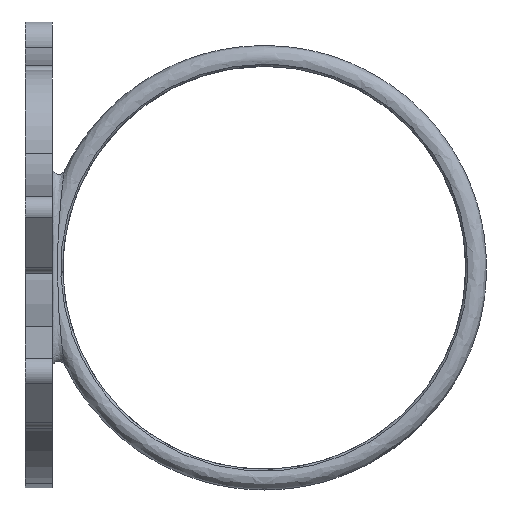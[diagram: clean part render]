
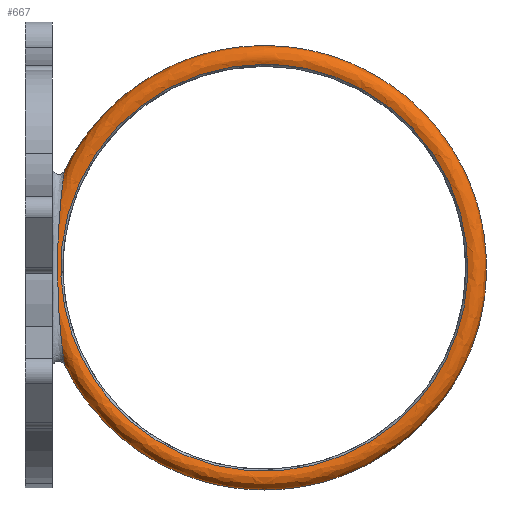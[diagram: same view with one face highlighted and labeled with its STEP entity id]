
A CAD part, left-side view. The second image highlights one B-rep face of the part: STEP entity #667.
In plain terms, the highlighted free-form (B-spline) face has degree [2, 2] with [9, 5] control points.
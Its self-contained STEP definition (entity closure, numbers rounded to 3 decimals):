
#22 = VERTEX_POINT('',#23);
#23 = CARTESIAN_POINT('',(-0.673,-0.268,
    0.));
#70 = EDGE_CURVE('',#22,#22,#71,.T.);
#71 = B_SPLINE_CURVE_WITH_KNOTS('',3,(#72,#73,#74,#75,#76,#77,#78,#79,
    #80,#81,#82,#83,#84,#85,#86,#87,#88,#89,#90,#91,#92,#93,#94,#95,#96,
    #97,#98,#99,#100,#101,#102,#103,#104,#105,#106),.UNSPECIFIED.,.T.,
  .F.,(1,3,1,1,1,1,1,1,1,1,1,1,1,1,1,1,1,1,1,1,1,1,1,1,1,1,1,1,1,1,1,1,1
    ,3,1),(-1.415,-1.321,-1.226,
    -1.179,-1.132,-1.085,-1.038,
    -1.014,-1.002,-0.991,-0.979,
    -0.967,-0.943,-0.92,-0.896,
    -0.849,-0.755,-0.66,-0.566,
    -0.472,-0.425,-0.401,-0.377,
    -0.354,-0.342,-0.33,-0.318,
    -0.307,-0.283,-0.236,-0.189,
    -0.142,-0.094,0.,0.094),
  .UNSPECIFIED.);
#72 = CARTESIAN_POINT('',(-0.673,-0.268,
    0.));
#73 = CARTESIAN_POINT('',(-0.673,-0.268,0.567
    ));
#74 = CARTESIAN_POINT('',(-0.685,-0.29,1.417
    ));
#75 = CARTESIAN_POINT('',(-0.693,-0.358,2.53)
  );
#76 = CARTESIAN_POINT('',(-0.676,-0.426,3.356)
  );
#77 = CARTESIAN_POINT('',(-0.61,-0.507,4.155)
  );
#78 = CARTESIAN_POINT('',(-0.48,-0.583,4.795
    ));
#79 = CARTESIAN_POINT('',(-0.295,-0.631,5.178
    ));
#80 = CARTESIAN_POINT('',(-0.141,-0.651,5.331
    ));
#81 = CARTESIAN_POINT('',(-0.001,-0.658,
    5.379));
#82 = CARTESIAN_POINT('',(0.14,-0.651,5.332)
  );
#83 = CARTESIAN_POINT('',(0.294,-0.631,5.179)
  );
#84 = CARTESIAN_POINT('',(0.427,-0.597,4.906)
  );
#85 = CARTESIAN_POINT('',(0.531,-0.553,4.54)
  );
#86 = CARTESIAN_POINT('',(0.622,-0.494,4.025)
  );
#87 = CARTESIAN_POINT('',(0.697,-0.398,3.086)
  );
#88 = CARTESIAN_POINT('',(0.688,-0.297,1.7)
  );
#89 = CARTESIAN_POINT('',(0.665,-0.254,
    0.001));
#90 = CARTESIAN_POINT('',(0.688,-0.297,-1.699)
  );
#91 = CARTESIAN_POINT('',(0.697,-0.398,-3.085
    ));
#92 = CARTESIAN_POINT('',(0.622,-0.494,-4.024
    ));
#93 = CARTESIAN_POINT('',(0.531,-0.552,-4.539
    ));
#94 = CARTESIAN_POINT('',(0.427,-0.597,-4.906
    ));
#95 = CARTESIAN_POINT('',(0.294,-0.631,-5.178
    ));
#96 = CARTESIAN_POINT('',(0.14,-0.651,-5.332
    ));
#97 = CARTESIAN_POINT('',(0.,-0.658,
    -5.379));
#98 = CARTESIAN_POINT('',(-0.14,-0.651,-5.332
    ));
#99 = CARTESIAN_POINT('',(-0.294,-0.631,
    -5.179));
#100 = CARTESIAN_POINT('',(-0.479,-0.583,
    -4.796));
#101 = CARTESIAN_POINT('',(-0.61,-0.507,
    -4.157));
#102 = CARTESIAN_POINT('',(-0.676,-0.426,
    -3.354));
#103 = CARTESIAN_POINT('',(-0.693,-0.358,
    -2.531));
#104 = CARTESIAN_POINT('',(-0.685,-0.29,-1.416
    ));
#105 = CARTESIAN_POINT('',(-0.673,-0.268,
    -0.567));
#106 = CARTESIAN_POINT('',(-0.673,-0.268,
    0.));
#667 = ADVANCED_FACE('',(#668,#703),#706,.T.);
#668 = FACE_BOUND('',#669,.T.);
#669 = EDGE_LOOP('',(#670,#682,#692,#702));
#670 = ORIENTED_EDGE('',*,*,#671,.F.);
#671 = EDGE_CURVE('',#672,#672,#674,.T.);
#672 = VERTEX_POINT('',#673);
#673 = CARTESIAN_POINT('',(0.598,-11.729,11.269
    ));
#674 = ( BOUNDED_CURVE() B_SPLINE_CURVE(2,(#675,#676,#677,#678,#679,#680
,#681),.UNSPECIFIED.,.T.,.F.) B_SPLINE_CURVE_WITH_KNOTS((3,2,2,3),(
    4.712,6.807,8.901,10.996),
.PIECEWISE_BEZIER_KNOTS.) CURVE() GEOMETRIC_REPRESENTATION_ITEM() 
RATIONAL_B_SPLINE_CURVE((1.,0.5,1.,0.5,1.,0.5,1.)) REPRESENTATION_ITEM(
  '') );
#675 = CARTESIAN_POINT('',(0.598,-11.729,11.269
    ));
#676 = CARTESIAN_POINT('',(0.598,-31.248,11.269)
  );
#677 = CARTESIAN_POINT('',(0.598,-21.489,-5.635
    ));
#678 = CARTESIAN_POINT('',(0.598,-11.729,
    -22.539));
#679 = CARTESIAN_POINT('',(0.598,-1.97,-5.635
    ));
#680 = CARTESIAN_POINT('',(0.598,7.79,11.269)
  );
#681 = CARTESIAN_POINT('',(0.598,-11.729,11.269
    ));
#682 = ORIENTED_EDGE('',*,*,#683,.T.);
#683 = EDGE_CURVE('',#672,#684,#686,.T.);
#684 = VERTEX_POINT('',#685);
#685 = CARTESIAN_POINT('',(-0.598,-11.729,
    11.269));
#686 = ( BOUNDED_CURVE() B_SPLINE_CURVE(2,(#687,#688,#689,#690,#691),
.UNSPECIFIED.,.F.,.F.) B_SPLINE_CURVE_WITH_KNOTS((3,2,3),(4.189
,6.283,8.378),.PIECEWISE_BEZIER_KNOTS.) CURVE() 
GEOMETRIC_REPRESENTATION_ITEM() RATIONAL_B_SPLINE_CURVE((1.,0.5,1.,0.5,
1.)) REPRESENTATION_ITEM('') );
#687 = CARTESIAN_POINT('',(0.598,-11.729,11.269
    ));
#688 = CARTESIAN_POINT('',(1.195,-11.729,12.304
    ));
#689 = CARTESIAN_POINT('',(0.,-11.729,
    12.304));
#690 = CARTESIAN_POINT('',(-1.195,-11.729,
    12.304));
#691 = CARTESIAN_POINT('',(-0.598,-11.729,
    11.269));
#692 = ORIENTED_EDGE('',*,*,#693,.F.);
#693 = EDGE_CURVE('',#684,#684,#694,.T.);
#694 = ( BOUNDED_CURVE() B_SPLINE_CURVE(2,(#695,#696,#697,#698,#699,#700
,#701),.UNSPECIFIED.,.T.,.F.) B_SPLINE_CURVE_WITH_KNOTS((3,2,2,3),(
    1.571,3.665,5.76,7.854),
.PIECEWISE_BEZIER_KNOTS.) CURVE() GEOMETRIC_REPRESENTATION_ITEM() 
RATIONAL_B_SPLINE_CURVE((1.,0.5,1.,0.5,1.,0.5,1.)) REPRESENTATION_ITEM(
  '') );
#695 = CARTESIAN_POINT('',(-0.598,-11.729,
    11.269));
#696 = CARTESIAN_POINT('',(-0.598,7.79,11.269)
  );
#697 = CARTESIAN_POINT('',(-0.598,-1.97,
    -5.635));
#698 = CARTESIAN_POINT('',(-0.598,-11.729,
    -22.539));
#699 = CARTESIAN_POINT('',(-0.598,-21.489,
    -5.635));
#700 = CARTESIAN_POINT('',(-0.598,-31.248,
    11.269));
#701 = CARTESIAN_POINT('',(-0.598,-11.729,
    11.269));
#702 = ORIENTED_EDGE('',*,*,#683,.F.);
#703 = FACE_BOUND('',#704,.T.);
#704 = EDGE_LOOP('',(#705));
#705 = ORIENTED_EDGE('',*,*,#70,.F.);
#706 = ( BOUNDED_SURFACE() B_SPLINE_SURFACE(2,2,(
    (#707,#708,#709,#710,#711)
    ,(#712,#713,#714,#715,#716)
    ,(#717,#718,#719,#720,#721)
    ,(#722,#723,#724,#725,#726)
    ,(#727,#728,#729,#730,#731)
    ,(#732,#733,#734,#735,#736)
    ,(#737,#738,#739,#740,#741)
    ,(#742,#743,#744,#745,#746)
    ,(#747,#748,#749,#750,#751
)),.UNSPECIFIED.,.T.,.F.,.F.) B_SPLINE_SURFACE_WITH_KNOTS((3,2,2,2,3),(3
    ,2,3),(3.142,4.189,6.283,8.378,
    9.425),(-2.094,0.,2.094),.UNSPECIFIED.) 
GEOMETRIC_REPRESENTATION_ITEM() RATIONAL_B_SPLINE_SURFACE((
    (0.75,0.375,0.75,0.375,0.75)
    ,(0.75,0.375,0.75,0.375,0.75)
    ,(1.,0.5,1.,0.5,1.)
    ,(0.5,0.25,0.5,0.25,0.5)
    ,(1.,0.5,1.,0.5,1.)
    ,(0.5,0.25,0.5,0.25,0.5)
    ,(1.,0.5,1.,0.5,1.)
    ,(0.75,0.375,0.75,0.375,0.75)
,(0.75,0.375,0.75,0.375,0.75))) REPRESENTATION_ITEM('') SURFACE() );
#707 = CARTESIAN_POINT('',(-0.598,-11.729,
    11.269));
#708 = CARTESIAN_POINT('',(-1.195,-11.729,
    12.304));
#709 = CARTESIAN_POINT('',(0.,-11.729,
    12.304));
#710 = CARTESIAN_POINT('',(1.195,-11.729,12.304
    ));
#711 = CARTESIAN_POINT('',(0.598,-11.729,11.269
    ));
#712 = CARTESIAN_POINT('',(-0.598,-18.236,
    11.269));
#713 = CARTESIAN_POINT('',(-1.195,-18.833,
    12.304));
#714 = CARTESIAN_POINT('',(0.,-18.833,
    12.304));
#715 = CARTESIAN_POINT('',(1.195,-18.833,12.304
    ));
#716 = CARTESIAN_POINT('',(0.598,-18.236,11.269
    ));
#717 = CARTESIAN_POINT('',(-0.598,-21.489,5.635
    ));
#718 = CARTESIAN_POINT('',(-1.195,-22.385,6.152
    ));
#719 = CARTESIAN_POINT('',(0.,-22.385,
    6.152));
#720 = CARTESIAN_POINT('',(1.195,-22.385,6.152)
  );
#721 = CARTESIAN_POINT('',(0.598,-21.489,5.635)
  );
#722 = CARTESIAN_POINT('',(-0.598,-31.248,
    -11.269));
#723 = CARTESIAN_POINT('',(-1.195,-33.041,
    -12.304));
#724 = CARTESIAN_POINT('',(0.,-33.041,
    -12.304));
#725 = CARTESIAN_POINT('',(1.195,-33.041,-12.304
    ));
#726 = CARTESIAN_POINT('',(0.598,-31.248,-11.269
    ));
#727 = CARTESIAN_POINT('',(-0.598,-11.729,
    -11.269));
#728 = CARTESIAN_POINT('',(-1.195,-11.729,
    -12.304));
#729 = CARTESIAN_POINT('',(0.,-11.729,
    -12.304));
#730 = CARTESIAN_POINT('',(1.195,-11.729,-12.304
    ));
#731 = CARTESIAN_POINT('',(0.598,-11.729,
    -11.269));
#732 = CARTESIAN_POINT('',(-0.598,7.79,-11.269
    ));
#733 = CARTESIAN_POINT('',(-1.195,9.582,-12.304
    ));
#734 = CARTESIAN_POINT('',(0.,9.582,
    -12.304));
#735 = CARTESIAN_POINT('',(1.195,9.582,-12.304)
  );
#736 = CARTESIAN_POINT('',(0.598,7.79,-11.269)
  );
#737 = CARTESIAN_POINT('',(-0.598,-1.97,5.635
    ));
#738 = CARTESIAN_POINT('',(-1.195,-1.073,6.152
    ));
#739 = CARTESIAN_POINT('',(0.,-1.073,
    6.152));
#740 = CARTESIAN_POINT('',(1.195,-1.073,6.152)
  );
#741 = CARTESIAN_POINT('',(0.598,-1.97,5.635)
  );
#742 = CARTESIAN_POINT('',(-0.598,-5.223,
    11.269));
#743 = CARTESIAN_POINT('',(-1.195,-4.625,
    12.304));
#744 = CARTESIAN_POINT('',(0.,-4.625,
    12.304));
#745 = CARTESIAN_POINT('',(1.195,-4.625,12.304
    ));
#746 = CARTESIAN_POINT('',(0.598,-5.223,11.269
    ));
#747 = CARTESIAN_POINT('',(-0.598,-11.729,
    11.269));
#748 = CARTESIAN_POINT('',(-1.195,-11.729,
    12.304));
#749 = CARTESIAN_POINT('',(0.,-11.729,
    12.304));
#750 = CARTESIAN_POINT('',(1.195,-11.729,12.304
    ));
#751 = CARTESIAN_POINT('',(0.598,-11.729,11.269
    ));
